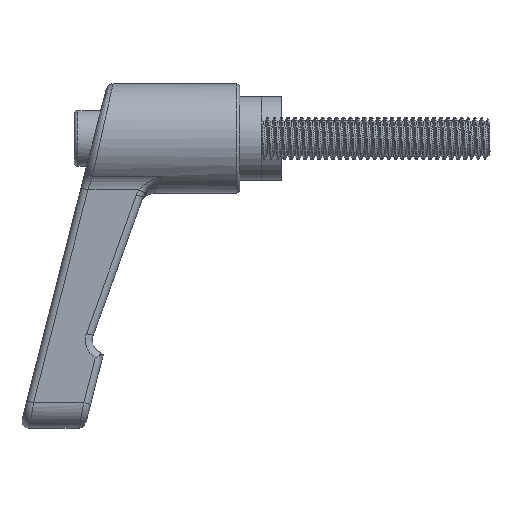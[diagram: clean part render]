
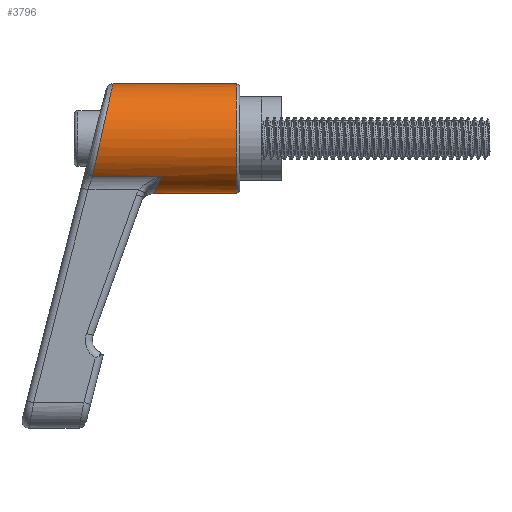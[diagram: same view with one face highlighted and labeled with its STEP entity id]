
A CAD part, left-side view. The second image highlights one B-rep face of the part: STEP entity #3796.
In plain terms, the highlighted cylindrical face has radius 7.85 mm (diameter 15.7 mm), a partial arc.
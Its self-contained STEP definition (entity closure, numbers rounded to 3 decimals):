
#199 = EDGE_CURVE ( 'NONE', #29558, #19966, #8812, .T. ) ;
#1292 = LINE ( 'NONE', #40812, #7546 ) ;
#3796 = ADVANCED_FACE ( 'NONE', ( #16514 ), #30763, .T. ) ;
#4003 = DIRECTION ( 'NONE',  ( 0., 1., 0. ) ) ;
#4526 = EDGE_CURVE ( 'NONE', #27091, #15411, #17059, .T. ) ;
#4623 = EDGE_CURVE ( 'NONE', #44452, #44258, #34863, .T. ) ;
#4814 = ORIENTED_EDGE ( 'NONE', *, *, #23125, .T. ) ;
#5502 = DIRECTION ( 'NONE',  ( 0., 0., -1. ) ) ;
#7546 = VECTOR ( 'NONE', #11543, 1000. ) ;
#8214 = CARTESIAN_POINT ( 'NONE',  ( 0., 12.306, -7.85 ) ) ;
#8693 = CARTESIAN_POINT ( 'NONE',  ( -2.18, 12.306, -7.85 ) ) ;
#8812 =( BOUNDED_CURVE ( )  B_SPLINE_CURVE ( 3, ( #46437, #17602, #17277, #24755 ),
 .UNSPECIFIED., .F., .T. ) 
 B_SPLINE_CURVE_WITH_KNOTS ( ( 4, 4 ),
 ( 0., 2.332 ),
 .UNSPECIFIED. ) 
 CURVE ( )  GEOMETRIC_REPRESENTATION_ITEM ( )  RATIONAL_B_SPLINE_CURVE ( ( 1., 0.596, 0.596, 1. ) ) 
 REPRESENTATION_ITEM ( '' )  );
#11543 = DIRECTION ( 'NONE',  ( 0., -1., 0. ) ) ;
#12575 = CARTESIAN_POINT ( 'NONE',  ( 0., 0.5, -7.85 ) ) ;
#15411 = VERTEX_POINT ( 'NONE', #36014 ) ;
#16514 = FACE_OUTER_BOUND ( 'NONE', #20430, .T. ) ;
#16687 = DIRECTION ( 'NONE',  ( 0., -1., 0. ) ) ;
#16914 = CARTESIAN_POINT ( 'NONE',  ( -5.686, 21.171, -5.412 ) ) ;
#17059 = CIRCLE ( 'NONE', #40155, 7.85 ) ;
#17156 = DIRECTION ( 'NONE',  ( 0., -1., 0. ) ) ;
#17277 = CARTESIAN_POINT ( 'NONE',  ( -11.25, 19.872, 0.433 ) ) ;
#17602 = CARTESIAN_POINT ( 'NONE',  ( -8.07, 18.223, 7.85 ) ) ;
#17907 = VECTOR ( 'NONE', #25020, 1000. ) ;
#19966 = VERTEX_POINT ( 'NONE', #16914 ) ;
#20399 = ORIENTED_EDGE ( 'NONE', *, *, #34861, .F. ) ;
#20430 = EDGE_LOOP ( 'NONE', ( #20399, #40643, #4814, #27438, #30604, #45449 ) ) ;
#22420 = AXIS2_PLACEMENT_3D ( 'NONE', #45842, #17156, #5502 ) ;
#23125 = EDGE_CURVE ( 'NONE', #19966, #44452, #1292, .T. ) ;
#24755 = CARTESIAN_POINT ( 'NONE',  ( -5.686, 21.171, -5.412 ) ) ;
#24945 = CARTESIAN_POINT ( 'NONE',  ( -5.686, 11.207, -5.412 ) ) ;
#25020 = DIRECTION ( 'NONE',  ( 0., -1., 0. ) ) ;
#25847 = CARTESIAN_POINT ( 'NONE',  ( 0., 0.5, 0. ) ) ;
#27091 = VERTEX_POINT ( 'NONE', #12575 ) ;
#27270 = CARTESIAN_POINT ( 'NONE',  ( 0., 18.223, 7.85 ) ) ;
#27438 = ORIENTED_EDGE ( 'NONE', *, *, #4623, .T. ) ;
#28515 = CARTESIAN_POINT ( 'NONE',  ( 0., 23., 7.85 ) ) ;
#29516 = DIRECTION ( 'NONE',  ( 0., 0., 1. ) ) ;
#29558 = VERTEX_POINT ( 'NONE', #27270 ) ;
#30604 = ORIENTED_EDGE ( 'NONE', *, *, #41488, .T. ) ;
#30763 = CYLINDRICAL_SURFACE ( 'NONE', #22420, 7.85 ) ;
#34699 = CARTESIAN_POINT ( 'NONE',  ( -4.183, 11.919, -6.991 ) ) ;
#34738 = LINE ( 'NONE', #34855, #42683 ) ;
#34855 = CARTESIAN_POINT ( 'NONE',  ( 0., 23., -7.85 ) ) ;
#34861 = EDGE_CURVE ( 'NONE', #29558, #15411, #40707, .T. ) ;
#34863 =( BOUNDED_CURVE ( )  B_SPLINE_CURVE ( 3, ( #37751, #34699, #8693, #38348 ),
 .UNSPECIFIED., .F., .F. ) 
 B_SPLINE_CURVE_WITH_KNOTS ( ( 4, 4 ),
 ( 2.332, 3.142 ),
 .UNSPECIFIED. ) 
 CURVE ( )  GEOMETRIC_REPRESENTATION_ITEM ( )  RATIONAL_B_SPLINE_CURVE ( ( 1., 0.946, 0.946, 1. ) ) 
 REPRESENTATION_ITEM ( '' )  );
#36014 = CARTESIAN_POINT ( 'NONE',  ( 0., 0.5, 7.85 ) ) ;
#37751 = CARTESIAN_POINT ( 'NONE',  ( -5.686, 11.207, -5.412 ) ) ;
#38348 = CARTESIAN_POINT ( 'NONE',  ( 0., 12.306, -7.85 ) ) ;
#40155 = AXIS2_PLACEMENT_3D ( 'NONE', #25847, #4003, #29516 ) ;
#40643 = ORIENTED_EDGE ( 'NONE', *, *, #199, .T. ) ;
#40707 = LINE ( 'NONE', #28515, #17907 ) ;
#40812 = CARTESIAN_POINT ( 'NONE',  ( -5.686, 23., -5.412 ) ) ;
#41488 = EDGE_CURVE ( 'NONE', #44258, #27091, #34738, .T. ) ;
#42683 = VECTOR ( 'NONE', #16687, 1000. ) ;
#44258 = VERTEX_POINT ( 'NONE', #8214 ) ;
#44452 = VERTEX_POINT ( 'NONE', #24945 ) ;
#45449 = ORIENTED_EDGE ( 'NONE', *, *, #4526, .T. ) ;
#45842 = CARTESIAN_POINT ( 'NONE',  ( 0., 23., 0. ) ) ;
#46437 = CARTESIAN_POINT ( 'NONE',  ( 0., 18.223, 7.85 ) ) ;
